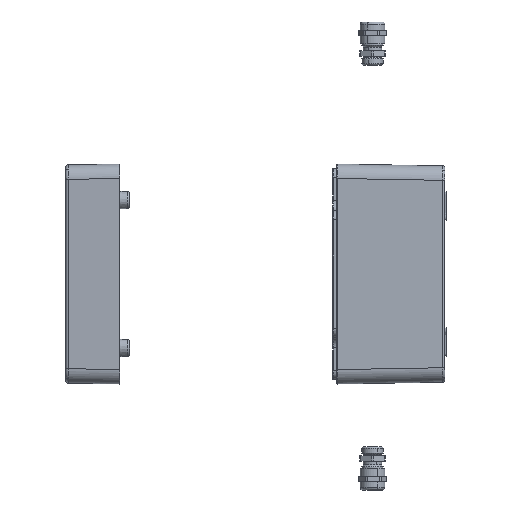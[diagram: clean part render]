
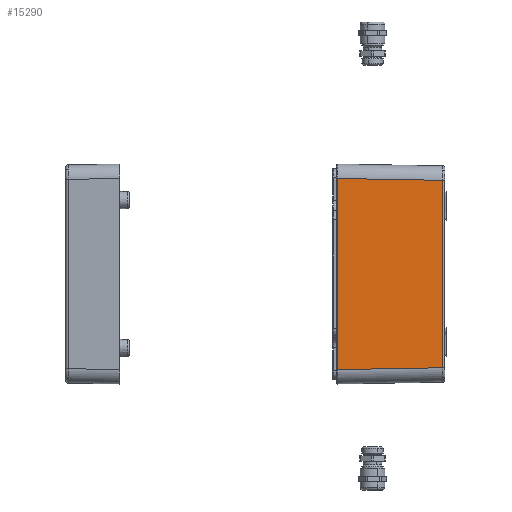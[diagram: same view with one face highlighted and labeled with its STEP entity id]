
A CAD part, left-side view. The second image highlights one B-rep face of the part: STEP entity #15290.
In plain terms, the highlighted planar face has unit normal (-1, -0.018, 0).
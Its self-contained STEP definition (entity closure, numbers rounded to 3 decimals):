
#233 = VERTEX_POINT ( 'NONE', #12929 ) ;
#1625 = VECTOR ( 'NONE', #11368, 1000. ) ;
#3017 = EDGE_CURVE ( 'NONE', #20142, #8343, #17755, .T. ) ;
#3058 = AXIS2_PLACEMENT_3D ( 'NONE', #3608, #17828, #5754 ) ;
#3079 = ORIENTED_EDGE ( 'NONE', *, *, #3017, .T. ) ;
#3608 = CARTESIAN_POINT ( 'NONE',  ( -61., 0., -61. ) ) ;
#3705 = PLANE ( 'NONE',  #3058 ) ;
#5073 = VECTOR ( 'NONE', #10126, 1000. ) ;
#5754 = DIRECTION ( 'NONE',  ( 0.017, -1., 0. ) ) ;
#6141 = VECTOR ( 'NONE', #22654, 1000. ) ;
#6565 = CARTESIAN_POINT ( 'NONE',  ( -60.965, -1.989, 52.967 ) ) ;
#7722 = CARTESIAN_POINT ( 'NONE',  ( -59.97, -59.017, 51.971 ) ) ;
#8095 = CARTESIAN_POINT ( 'NONE',  ( -60.995, -0.305, -61. ) ) ;
#8343 = VERTEX_POINT ( 'NONE', #7722 ) ;
#9056 = ORIENTED_EDGE ( 'NONE', *, *, #22578, .T. ) ;
#10126 = DIRECTION ( 'NONE',  ( 0., 0., -1. ) ) ;
#11368 = DIRECTION ( 'NONE',  ( 0., 0., 1. ) ) ;
#11480 = LINE ( 'NONE', #6565, #6141 ) ;
#11590 = VECTOR ( 'NONE', #17347, 1000. ) ;
#11602 = EDGE_CURVE ( 'NONE', #15326, #233, #15783, .T. ) ;
#12263 = FACE_OUTER_BOUND ( 'NONE', #20946, .T. ) ;
#12929 = CARTESIAN_POINT ( 'NONE',  ( -60.995, -0.305, -52.996 ) ) ;
#13691 = CARTESIAN_POINT ( 'NONE',  ( -59.97, -59.017, -51.971 ) ) ;
#15290 = ADVANCED_FACE ( 'NONE', ( #12263 ), #3705, .T. ) ;
#15302 = CARTESIAN_POINT ( 'NONE',  ( -61.002, 0.14, -53.004 ) ) ;
#15326 = VERTEX_POINT ( 'NONE', #23888 ) ;
#15783 = LINE ( 'NONE', #8095, #5073 ) ;
#17347 = DIRECTION ( 'NONE',  ( 0.017, -1., 0.017 ) ) ;
#17379 = CARTESIAN_POINT ( 'NONE',  ( -59.97, -59.017, 51.954 ) ) ;
#17598 = LINE ( 'NONE', #15302, #11590 ) ;
#17755 = LINE ( 'NONE', #17379, #1625 ) ;
#17828 = DIRECTION ( 'NONE',  ( -1., -0.017, 0. ) ) ;
#19080 = EDGE_CURVE ( 'NONE', #233, #20142, #17598, .T. ) ;
#20142 = VERTEX_POINT ( 'NONE', #13691 ) ;
#20946 = EDGE_LOOP ( 'NONE', ( #9056, #25940, #23693, #3079 ) ) ;
#22578 = EDGE_CURVE ( 'NONE', #8343, #15326, #11480, .T. ) ;
#22654 = DIRECTION ( 'NONE',  ( -0.017, 1., 0.017 ) ) ;
#23693 = ORIENTED_EDGE ( 'NONE', *, *, #19080, .T. ) ;
#23888 = CARTESIAN_POINT ( 'NONE',  ( -60.995, -0.305, 52.996 ) ) ;
#25940 = ORIENTED_EDGE ( 'NONE', *, *, #11602, .T. ) ;
